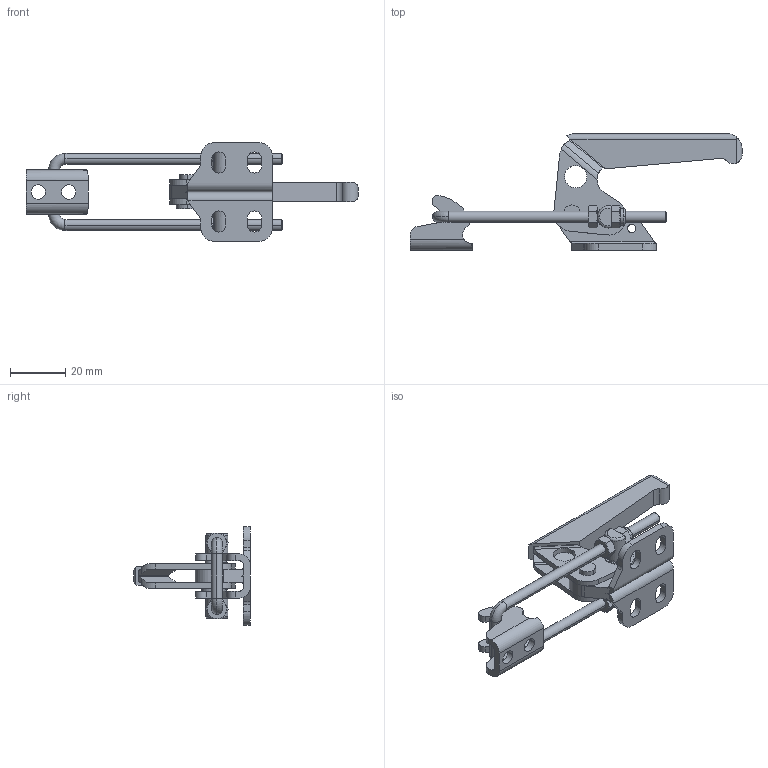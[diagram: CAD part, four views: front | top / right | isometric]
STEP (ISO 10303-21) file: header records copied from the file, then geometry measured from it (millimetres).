
FILE_DESCRIPTION( ( '' ), '1' );
FILE_NAME( 'lu200h_2_03.stp', '2006-11-29T10:40:15', ( '' ), ( '' ), ' ', ' ', ' ' );
FILE_SCHEMA( ( 'CONFIG_CONTROL_DESIGN' ) );
Length unit declared in the file: millimetre
Products named in the file (5): 1; 2; 3; 4; 5
Bounding box: 120.72 x 42.43 x 35.97 mm (x, y, z)
Volume: 15690.9 mm3; surface area: 15823.3 mm2
Topology: 5 solids, 5 shells, 328 faces, 839 edges, 534 vertices
Faces by surface type: cylinder 125, plane 123, cone 68, torus 12
Entity records: 10527 total; most frequent: CARTESIAN_POINT 2362, DIRECTION 1715, ORIENTED_EDGE 1678, EDGE_CURVE 839, AXIS2_PLACEMENT_3D 677, VERTEX_POINT 534, EDGE_LOOP 369, LINE 361
